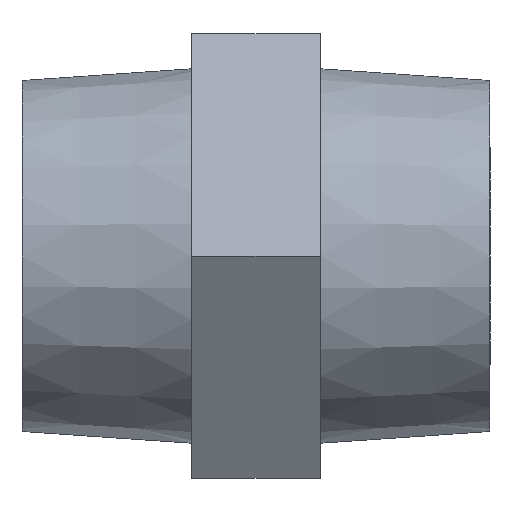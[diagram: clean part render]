
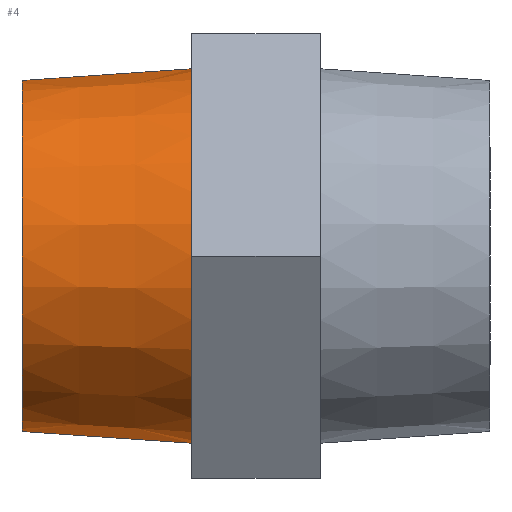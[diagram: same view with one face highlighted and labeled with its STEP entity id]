
A CAD part, left-side view. The second image highlights one B-rep face of the part: STEP entity #4.
In plain terms, the highlighted conical face has half-angle 3.945 degrees and reference radius 16 mm.
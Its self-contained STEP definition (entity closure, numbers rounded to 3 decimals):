
#4 = ADVANCED_FACE ( 'NONE', ( #2828 ), #3189, .T. ) ;
#58 = DIRECTION ( 'NONE',  ( 0., 0., -1. ) ) ;
#177 = CARTESIAN_POINT ( 'NONE',  ( 0., 20., -15. ) ) ;
#201 = AXIS2_PLACEMENT_3D ( 'NONE', #1319, #3070, #1577 ) ;
#237 = ORIENTED_EDGE ( 'NONE', *, *, #695, .F. ) ;
#306 = CIRCLE ( 'NONE', #2117, 15. ) ;
#320 = DIRECTION ( 'NONE',  ( 0., -1., 0. ) ) ;
#417 = DIRECTION ( 'NONE',  ( 0., -0.998, -0.069 ) ) ;
#448 = CARTESIAN_POINT ( 'NONE',  ( 0., 20., 15. ) ) ;
#452 = EDGE_CURVE ( 'NONE', #2821, #1981, #306, .T. ) ;
#590 = CARTESIAN_POINT ( 'NONE',  ( 0., 5.5, 0. ) ) ;
#593 = VECTOR ( 'NONE', #417, 1000. ) ;
#695 = EDGE_CURVE ( 'NONE', #3188, #2870, #1443, .T. ) ;
#742 = CARTESIAN_POINT ( 'NONE',  ( 0., 5.5, 16. ) ) ;
#764 = DIRECTION ( 'NONE',  ( 0., -0.998, 0.069 ) ) ;
#883 = ORIENTED_EDGE ( 'NONE', *, *, #2730, .T. ) ;
#1022 = LINE ( 'NONE', #1725, #2483 ) ;
#1150 = ORIENTED_EDGE ( 'NONE', *, *, #452, .T. ) ;
#1179 = CARTESIAN_POINT ( 'NONE',  ( 0., 5.5, -16. ) ) ;
#1204 = CARTESIAN_POINT ( 'NONE',  ( 0., 20., 0. ) ) ;
#1319 = CARTESIAN_POINT ( 'NONE',  ( 0., 5.5, 0. ) ) ;
#1443 = CIRCLE ( 'NONE', #201, 16. ) ;
#1449 = CARTESIAN_POINT ( 'NONE',  ( 0., 5.5, -16. ) ) ;
#1548 = ORIENTED_EDGE ( 'NONE', *, *, #1651, .F. ) ;
#1567 = AXIS2_PLACEMENT_3D ( 'NONE', #590, #320, #58 ) ;
#1577 = DIRECTION ( 'NONE',  ( 0., 0., -1. ) ) ;
#1651 = EDGE_CURVE ( 'NONE', #2821, #3188, #1022, .T. ) ;
#1725 = CARTESIAN_POINT ( 'NONE',  ( 0., 5.5, 16. ) ) ;
#1981 = VERTEX_POINT ( 'NONE', #177 ) ;
#2117 = AXIS2_PLACEMENT_3D ( 'NONE', #1204, #2417, #2170 ) ;
#2170 = DIRECTION ( 'NONE',  ( 0., 0., -1. ) ) ;
#2190 = LINE ( 'NONE', #1179, #593 ) ;
#2417 = DIRECTION ( 'NONE',  ( 0., -1., 0. ) ) ;
#2483 = VECTOR ( 'NONE', #764, 1000. ) ;
#2730 = EDGE_CURVE ( 'NONE', #1981, #2870, #2190, .T. ) ;
#2821 = VERTEX_POINT ( 'NONE', #448 ) ;
#2828 = FACE_OUTER_BOUND ( 'NONE', #2935, .T. ) ;
#2870 = VERTEX_POINT ( 'NONE', #1449 ) ;
#2935 = EDGE_LOOP ( 'NONE', ( #1548, #1150, #883, #237 ) ) ;
#3070 = DIRECTION ( 'NONE',  ( 0., -1., 0. ) ) ;
#3188 = VERTEX_POINT ( 'NONE', #742 ) ;
#3189 = CONICAL_SURFACE ( 'NONE', #1567, 16., 0.069 ) ;
